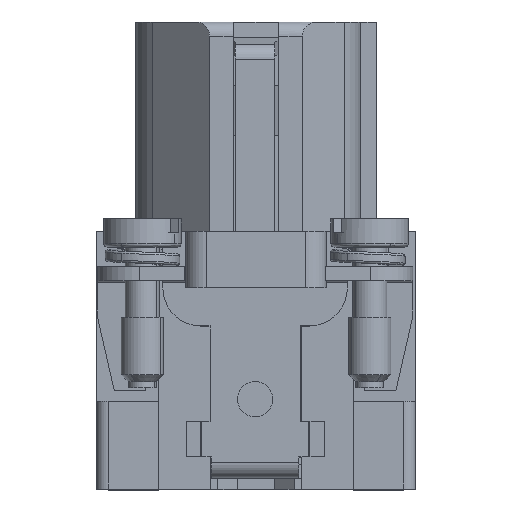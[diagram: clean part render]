
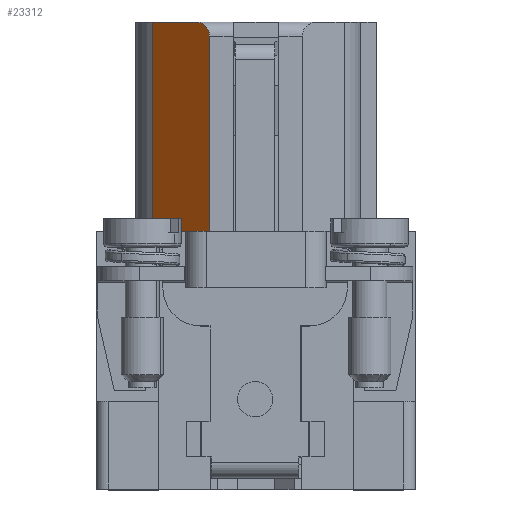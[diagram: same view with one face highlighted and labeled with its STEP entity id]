
A CAD part, top view. The second image highlights one B-rep face of the part: STEP entity #23312.
In plain terms, the highlighted planar face has unit normal (-0.707, 0, 0.707).
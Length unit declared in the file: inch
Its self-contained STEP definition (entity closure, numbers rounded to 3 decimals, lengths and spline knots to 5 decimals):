
#537 = CARTESIAN_POINT ( 'NONE',  ( -0.12048, -0.10651, 2.86436 ) ) ;
#681 = DIRECTION ( 'NONE',  ( 0., -1., 0. ) ) ;
#1264 = VECTOR ( 'NONE', #21388, 39.37008 ) ;
#1654 = ORIENTED_EDGE ( 'NONE', *, *, #24902, .T. ) ;
#2895 = ORIENTED_EDGE ( 'NONE', *, *, #17495, .T. ) ;
#2946 = DIRECTION ( 'NONE',  ( -0.707, 0., -0.707 ) ) ;
#5020 = EDGE_LOOP ( 'NONE', ( #1654, #10402, #2895, #19635, #21802 ) ) ;
#5686 = CARTESIAN_POINT ( 'NONE',  ( 0.02305, -0.11823, 3.0079 ) ) ;
#5977 = CARTESIAN_POINT ( 'NONE',  ( 0.03944, -0.15779, 3.02429 ) ) ;
#6608 = FACE_OUTER_BOUND ( 'NONE', #5020, .T. ) ;
#8544 =( BOUNDED_CURVE ( )  B_SPLINE_CURVE ( 3, ( #5977, #19457, #5686, #25385 ),
 .UNSPECIFIED., .F., .F. ) 
 B_SPLINE_CURVE_WITH_KNOTS ( ( 4, 4 ),
 ( 0., 1.5708 ),
 .UNSPECIFIED. ) 
 CURVE ( )  GEOMETRIC_REPRESENTATION_ITEM ( )  RATIONAL_B_SPLINE_CURVE ( ( 1., 0.805, 0.805, 1. ) ) 
 REPRESENTATION_ITEM ( '' )  );
#8925 = CARTESIAN_POINT ( 'NONE',  ( 0.04264, -0.10651, 3.02748 ) ) ;
#9080 = VERTEX_POINT ( 'NONE', #12474 ) ;
#9527 = CARTESIAN_POINT ( 'NONE',  ( 0.03944, -0.15779, 3.02429 ) ) ;
#9792 = VERTEX_POINT ( 'NONE', #17205 ) ;
#9850 = AXIS2_PLACEMENT_3D ( 'NONE', #8925, #24289, #13554 ) ;
#10402 = ORIENTED_EDGE ( 'NONE', *, *, #20466, .T. ) ;
#12474 = CARTESIAN_POINT ( 'NONE',  ( -0.00013, -0.11823, 2.98472 ) ) ;
#12548 = LINE ( 'NONE', #21101, #1264 ) ;
#13330 = VERTEX_POINT ( 'NONE', #14120 ) ;
#13429 = LINE ( 'NONE', #21846, #16612 ) ;
#13554 = DIRECTION ( 'NONE',  ( 0.707, 0., 0.707 ) ) ;
#14120 = CARTESIAN_POINT ( 'NONE',  ( -0.12048, -0.70382, 2.86436 ) ) ;
#15454 = PLANE ( 'NONE',  #9850 ) ;
#15919 = EDGE_CURVE ( 'NONE', #13330, #17865, #19589, .T. ) ;
#16538 = VERTEX_POINT ( 'NONE', #9527 ) ;
#16612 = VECTOR ( 'NONE', #2946, 39.37008 ) ;
#17205 = CARTESIAN_POINT ( 'NONE',  ( -0.12048, -0.11823, 2.86436 ) ) ;
#17495 = EDGE_CURVE ( 'NONE', #9792, #13330, #20413, .T. ) ;
#17842 = CARTESIAN_POINT ( 'NONE',  ( -0.12048, -0.70382, 2.86436 ) ) ;
#17865 = VERTEX_POINT ( 'NONE', #24992 ) ;
#19457 = CARTESIAN_POINT ( 'NONE',  ( 0.03944, -0.13462, 3.02429 ) ) ;
#19589 = LINE ( 'NONE', #17842, #20842 ) ;
#19635 = ORIENTED_EDGE ( 'NONE', *, *, #15919, .T. ) ;
#20413 = LINE ( 'NONE', #537, #22727 ) ;
#20466 = EDGE_CURVE ( 'NONE', #9080, #9792, #13429, .T. ) ;
#20842 = VECTOR ( 'NONE', #21746, 39.37008 ) ;
#21101 = CARTESIAN_POINT ( 'NONE',  ( 0.03944, -0.10651, 3.02429 ) ) ;
#21388 = DIRECTION ( 'NONE',  ( 0., 1., 0. ) ) ;
#21746 = DIRECTION ( 'NONE',  ( 0.707, 0., 0.707 ) ) ;
#21802 = ORIENTED_EDGE ( 'NONE', *, *, #21873, .T. ) ;
#21846 = CARTESIAN_POINT ( 'NONE',  ( 0.04264, -0.11823, 3.02748 ) ) ;
#21873 = EDGE_CURVE ( 'NONE', #17865, #16538, #12548, .T. ) ;
#22727 = VECTOR ( 'NONE', #681, 39.37008 ) ;
#23312 = ADVANCED_FACE ( 'NONE', ( #6608 ), #15454, .T. ) ;
#24289 = DIRECTION ( 'NONE',  ( -0.707, 0., 0.707 ) ) ;
#24902 = EDGE_CURVE ( 'NONE', #16538, #9080, #8544, .T. ) ;
#24992 = CARTESIAN_POINT ( 'NONE',  ( 0.03944, -0.70382, 3.02429 ) ) ;
#25385 = CARTESIAN_POINT ( 'NONE',  ( -0.00013, -0.11823, 2.98472 ) ) ;
